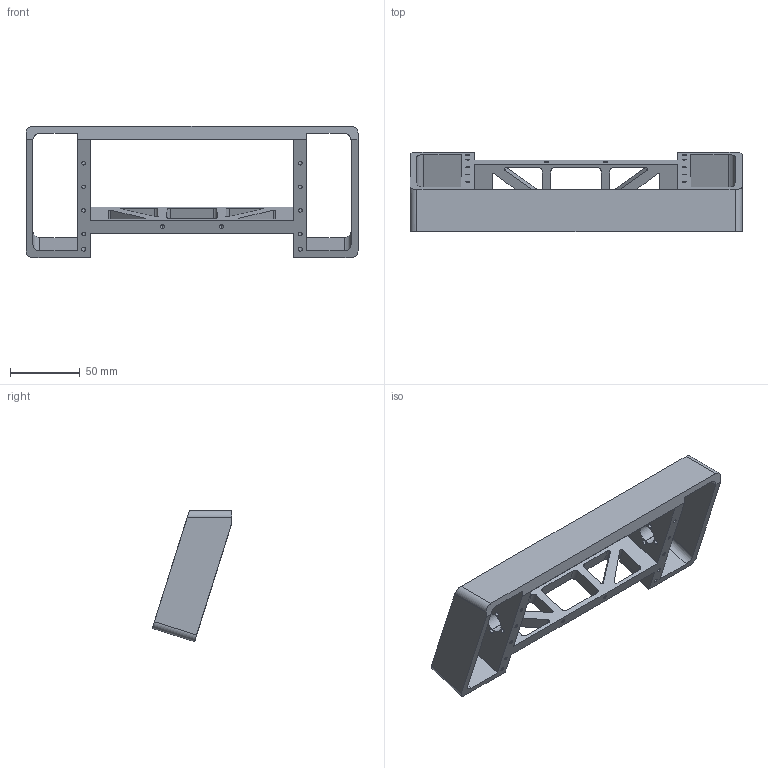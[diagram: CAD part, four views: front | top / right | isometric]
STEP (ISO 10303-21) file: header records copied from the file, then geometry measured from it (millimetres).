
FILE_DESCRIPTION (( 'STEP AP214' ), '1' );
FILE_NAME ('TPU_Chassis_Two.STEP', '2025-03-11T00:39:22', ( '' ), ( '' ), 'SwSTEP 2.0', 'SolidWorks 2025', '' );
FILE_SCHEMA (( 'AUTOMOTIVE_DESIGN' ));
Length unit declared in the file: millimetre
Products named in the file (1): TPU_Chassis_Two
Bounding box: 238.6 x 56.96 x 94.33 mm (x, y, z)
Volume: 165626.9 mm3; surface area: 64305.4 mm2
Topology: 1 solids, 1 shells, 174 faces, 468 edges, 284 vertices
Faces by surface type: cylinder 94, plane 48, cone 32
Entity records: 5339 total; most frequent: DIRECTION 964, CARTESIAN_POINT 913, ORIENTED_EDGE 872, EDGE_CURVE 436, AXIS2_PLACEMENT_3D 359, VERTEX_POINT 284, LINE 246, VECTOR 246
